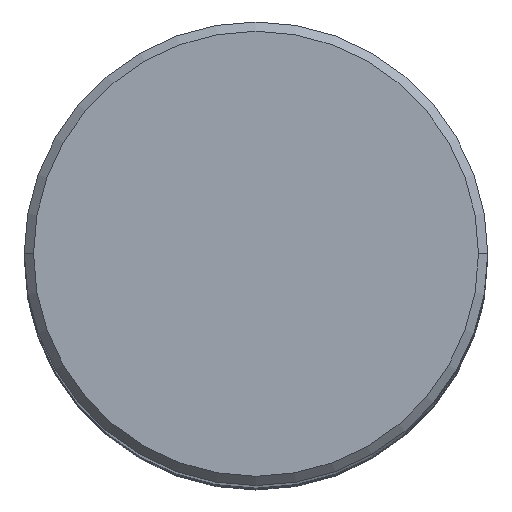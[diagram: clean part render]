
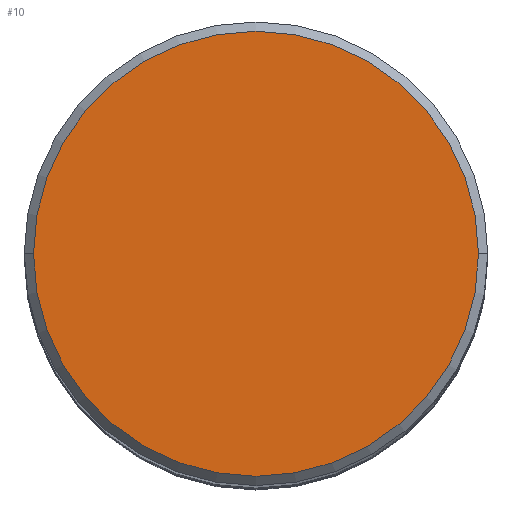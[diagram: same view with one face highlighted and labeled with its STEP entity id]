
A CAD part, top view. The second image highlights one B-rep face of the part: STEP entity #10.
In plain terms, the highlighted planar face has unit normal (0, 0, 1).
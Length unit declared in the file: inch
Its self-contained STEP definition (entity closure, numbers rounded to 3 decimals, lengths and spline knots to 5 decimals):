
#6 = DIRECTION ( 'NONE',  ( 0., 0., 1. ) ) ;
#10 = ADVANCED_FACE ( 'NONE', ( #485 ), #271, .T. ) ;
#11 = CARTESIAN_POINT ( 'NONE',  ( 0., 0., 0. ) ) ;
#13 = AXIS2_PLACEMENT_3D ( 'NONE', #49, #6, #405 ) ;
#49 = CARTESIAN_POINT ( 'NONE',  ( 0., 0.48, 0. ) ) ;
#58 = CARTESIAN_POINT ( 'NONE',  ( 0.48, 0., 0. ) ) ;
#61 = VERTEX_POINT ( 'NONE', #72 ) ;
#72 = CARTESIAN_POINT ( 'NONE',  ( -0.48, 0., 0. ) ) ;
#100 = AXIS2_PLACEMENT_3D ( 'NONE', #11, #276, #539 ) ;
#147 = CIRCLE ( 'NONE', #453, 0.48 ) ;
#166 = DIRECTION ( 'NONE',  ( 0., 0., -1. ) ) ;
#207 = DIRECTION ( 'NONE',  ( -1., 0., 0. ) ) ;
#223 = ORIENTED_EDGE ( 'NONE', *, *, #495, .F. ) ;
#271 = PLANE ( 'NONE',  #13 ) ;
#276 = DIRECTION ( 'NONE',  ( 0., 0., -1. ) ) ;
#282 = ORIENTED_EDGE ( 'NONE', *, *, #442, .F. ) ;
#362 = VERTEX_POINT ( 'NONE', #58 ) ;
#405 = DIRECTION ( 'NONE',  ( 1., 0., 0. ) ) ;
#421 = CARTESIAN_POINT ( 'NONE',  ( 0., 0., 0. ) ) ;
#442 = EDGE_CURVE ( 'NONE', #362, #61, #550, .T. ) ;
#453 = AXIS2_PLACEMENT_3D ( 'NONE', #421, #166, #207 ) ;
#468 = EDGE_LOOP ( 'NONE', ( #223, #282 ) ) ;
#485 = FACE_OUTER_BOUND ( 'NONE', #468, .T. ) ;
#495 = EDGE_CURVE ( 'NONE', #61, #362, #147, .T. ) ;
#539 = DIRECTION ( 'NONE',  ( -1., 0., 0. ) ) ;
#550 = CIRCLE ( 'NONE', #100, 0.48 ) ;
